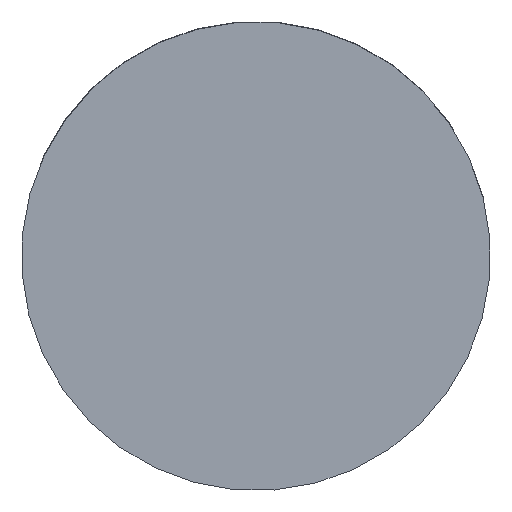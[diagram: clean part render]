
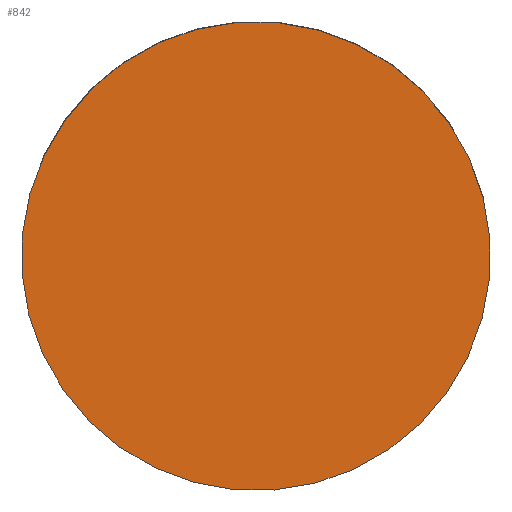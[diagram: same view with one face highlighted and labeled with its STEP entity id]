
A CAD part, front view. The second image highlights one B-rep face of the part: STEP entity #842.
In plain terms, the highlighted planar face has unit normal (0, -1, -0.001).
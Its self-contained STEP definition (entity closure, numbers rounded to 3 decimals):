
#152=CIRCLE('',#936,22.5);
#153=CIRCLE('',#937,22.5);
#231=FACE_OUTER_BOUND('',#283,.T.);
#283=EDGE_LOOP('',(#605,#606));
#354=VERTEX_POINT('',#1387);
#355=VERTEX_POINT('',#1388);
#450=EDGE_CURVE('',#354,#355,#152,.T.);
#451=EDGE_CURVE('',#355,#354,#153,.T.);
#605=ORIENTED_EDGE('',*,*,#450,.F.);
#606=ORIENTED_EDGE('',*,*,#451,.F.);
#821=PLANE('',#935);
#842=ADVANCED_FACE('',(#231),#821,.T.);
#935=AXIS2_PLACEMENT_3D('',#1386,#1104,#1105);
#936=AXIS2_PLACEMENT_3D('',#1389,#1106,#1107);
#937=AXIS2_PLACEMENT_3D('',#1390,#1108,#1109);
#1104=DIRECTION('center_axis',(0.,-1.,
-0.001));
#1105=DIRECTION('ref_axis',(-0.415,-0.001,0.91));
#1106=DIRECTION('center_axis',(0.,1.,0.001));
#1107=DIRECTION('ref_axis',(-0.91,0.,-0.415));
#1108=DIRECTION('center_axis',(0.,1.,0.001));
#1109=DIRECTION('ref_axis',(-0.91,0.,-0.415));
#1386=CARTESIAN_POINT('Origin',(20.47,-0.007,9.339));
#1387=CARTESIAN_POINT('',(20.47,-0.007,9.339));
#1388=CARTESIAN_POINT('',(-20.47,0.007,-9.339));
#1389=CARTESIAN_POINT('Origin',(0.,0.,
0.));
#1390=CARTESIAN_POINT('Origin',(0.,0.,
0.));
